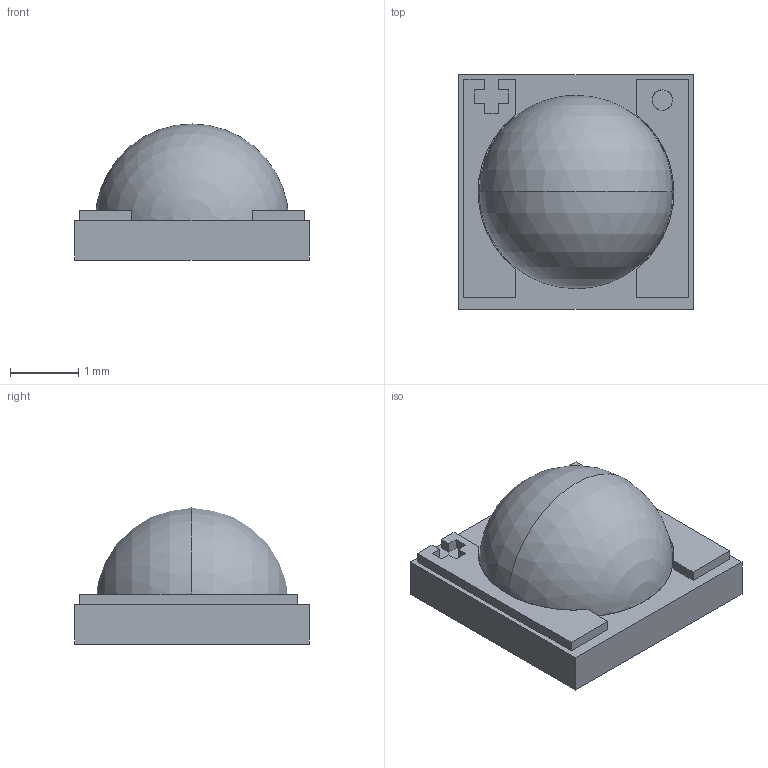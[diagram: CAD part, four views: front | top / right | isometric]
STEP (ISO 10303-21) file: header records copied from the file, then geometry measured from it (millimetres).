
FILE_DESCRIPTION (( 'STEP AP214' ), '1' );
FILE_NAME ('XZxx160S.STEP', '2017-01-19T18:31:59', ( '' ), ( '' ), 'SwSTEP 2.0', 'SolidWorks 2012', '' );
FILE_SCHEMA (( 'AUTOMOTIVE_DESIGN' ));
Length unit declared in the file: millimetre
Products named in the file (1): XZxx160S
Bounding box: 3.45 x 3.45 x 2 mm (x, y, z)
Surface area: 74.5 mm2 (no closed solid volume)
Topology: 0 solids, 113 shells, 118 faces, 551 edges, 544 vertices
Faces by surface type: plane 95, cylinder 21, sphere 2
Entity records: 7024 total; most frequent: CARTESIAN_POINT 1507, DIRECTION 789, ORIENTED_EDGE 552, EDGE_CURVE 547, VERTEX_POINT 542, VECTOR 457, LINE 457, AXIS2_PLACEMENT_3D 166
